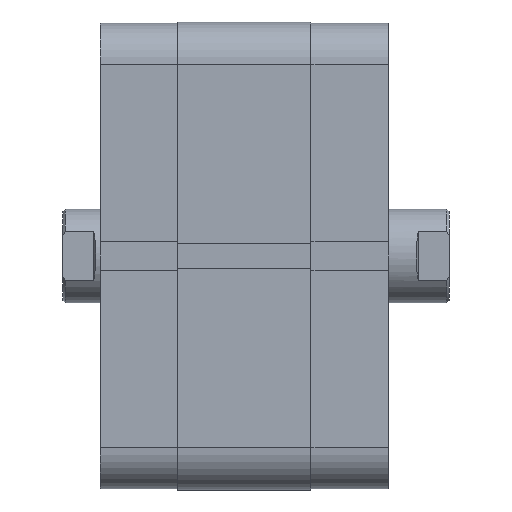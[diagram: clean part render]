
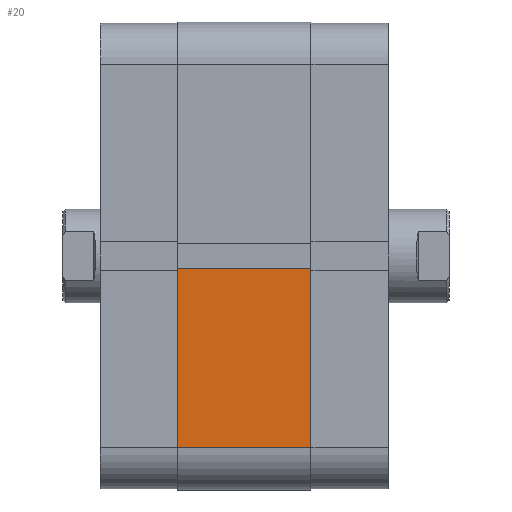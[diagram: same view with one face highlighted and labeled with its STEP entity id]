
A CAD part, front view. The second image highlights one B-rep face of the part: STEP entity #20.
In plain terms, the highlighted face is planar.
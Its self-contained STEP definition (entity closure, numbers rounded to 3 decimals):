
#20 = ADVANCED_FACE ( 'NONE', ( #6782 ), #4167, .F. ) ;
#886 = CARTESIAN_POINT ( 'NONE',  ( 50., -2.6, 28.5 ) ) ;
#942 = CARTESIAN_POINT ( 'NONE',  ( 50., -41., 28.5 ) ) ;
#988 = CARTESIAN_POINT ( 'NONE',  ( 50., -41., 0. ) ) ;
#1052 = CARTESIAN_POINT ( 'NONE',  ( 50., -2.6, 0. ) ) ;
#1372 = CARTESIAN_POINT ( 'NONE',  ( 50., -2.6, 28.5 ) ) ;
#1382 = DIRECTION ( 'NONE',  ( 0., 1., 0. ) ) ;
#1883 = VECTOR ( 'NONE', #1382, 1000. ) ;
#1887 = LINE ( 'NONE', #1372, #1883 ) ;
#2082 = LINE ( 'NONE', #4737, #2089 ) ;
#2089 = VECTOR ( 'NONE', #4740, 1000. ) ;
#2095 = VECTOR ( 'NONE', #4754, 1000. ) ;
#2097 = LINE ( 'NONE', #4753, #2095 ) ;
#2270 = LINE ( 'NONE', #5000, #2271 ) ;
#2271 = VECTOR ( 'NONE', #5001, 1000. ) ;
#3396 = AXIS2_PLACEMENT_3D ( 'NONE', #4121, #4115, #4133 ) ;
#4043 = EDGE_LOOP ( 'NONE', ( #6442, #6441, #6440, #6439 ) ) ;
#4115 = DIRECTION ( 'NONE',  ( -1., 0., 0. ) ) ;
#4120 = VERTEX_POINT ( 'NONE', #886 ) ;
#4121 = CARTESIAN_POINT ( 'NONE',  ( 50., -2.6, 28.5 ) ) ;
#4133 = DIRECTION ( 'NONE',  ( 0., -1., 0. ) ) ;
#4167 = PLANE ( 'NONE',  #3396 ) ;
#4188 = VERTEX_POINT ( 'NONE', #942 ) ;
#4253 = VERTEX_POINT ( 'NONE', #988 ) ;
#4329 = VERTEX_POINT ( 'NONE', #1052 ) ;
#4737 = CARTESIAN_POINT ( 'NONE',  ( 50., -2.6, 28.5 ) ) ;
#4740 = DIRECTION ( 'NONE',  ( 0., 0., -1. ) ) ;
#4753 = CARTESIAN_POINT ( 'NONE',  ( 50., -2.6, 0. ) ) ;
#4754 = DIRECTION ( 'NONE',  ( 0., 1., 0. ) ) ;
#5000 = CARTESIAN_POINT ( 'NONE',  ( 50., -41., 28.5 ) ) ;
#5001 = DIRECTION ( 'NONE',  ( 0., 0., -1. ) ) ;
#6439 = ORIENTED_EDGE ( 'NONE', *, *, #7152, .T. ) ;
#6440 = ORIENTED_EDGE ( 'NONE', *, *, #6914, .F. ) ;
#6441 = ORIENTED_EDGE ( 'NONE', *, *, #7042, .F. ) ;
#6442 = ORIENTED_EDGE ( 'NONE', *, *, #7048, .T. ) ;
#6782 = FACE_OUTER_BOUND ( 'NONE', #4043, .T. ) ;
#6914 = EDGE_CURVE ( 'NONE', #4188, #4120, #1887, .T. ) ;
#7042 = EDGE_CURVE ( 'NONE', #4120, #4329, #2082, .T. ) ;
#7048 = EDGE_CURVE ( 'NONE', #4253, #4329, #2097, .T. ) ;
#7152 = EDGE_CURVE ( 'NONE', #4188, #4253, #2270, .T. ) ;
